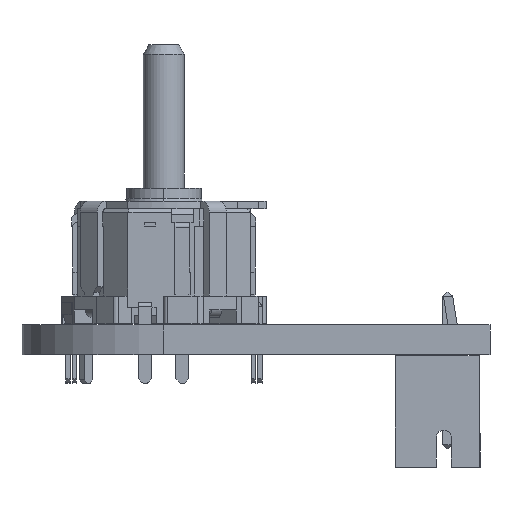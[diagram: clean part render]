
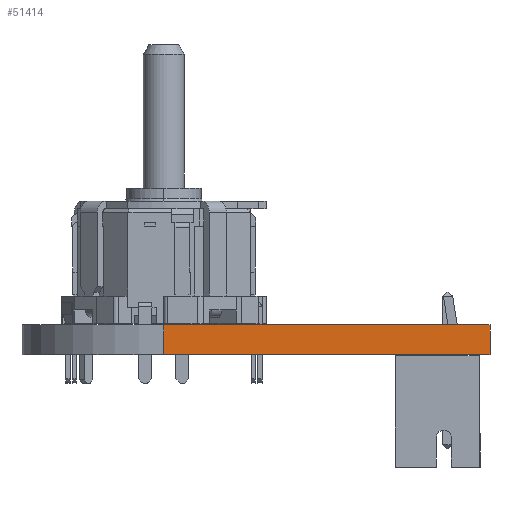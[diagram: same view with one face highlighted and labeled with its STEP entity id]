
A CAD part, front view. The second image highlights one B-rep face of the part: STEP entity #51414.
In plain terms, the highlighted planar face has unit normal (0, -1, 0).
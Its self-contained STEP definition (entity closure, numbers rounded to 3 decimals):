
#51414 = ADVANCED_FACE('',(#51415),#51429,.F.);
#51415 = FACE_BOUND('',#51416,.F.);
#51416 = EDGE_LOOP('',(#51417,#51452,#51480,#51508));
#51417 = ORIENTED_EDGE('',*,*,#51418,.T.);
#51418 = EDGE_CURVE('',#51419,#51421,#51423,.T.);
#51419 = VERTEX_POINT('',#51420);
#51420 = CARTESIAN_POINT('',(0.,-7.62,0.));
#51421 = VERTEX_POINT('',#51422);
#51422 = CARTESIAN_POINT('',(0.,-7.62,1.6));
#51423 = SURFACE_CURVE('',#51424,(#51428,#51440),.PCURVE_S1.);
#51424 = LINE('',#51425,#51426);
#51425 = CARTESIAN_POINT('',(0.,-7.62,0.));
#51426 = VECTOR('',#51427,1.);
#51427 = DIRECTION('',(0.,0.,1.));
#51428 = PCURVE('',#51429,#51434);
#51429 = PLANE('',#51430);
#51430 = AXIS2_PLACEMENT_3D('',#51431,#51432,#51433);
#51431 = CARTESIAN_POINT('',(0.,-7.62,0.));
#51432 = DIRECTION('',(0.,1.,0.));
#51433 = DIRECTION('',(1.,0.,0.));
#51434 = DEFINITIONAL_REPRESENTATION('',(#51435),#51439);
#51435 = LINE('',#51436,#51437);
#51436 = CARTESIAN_POINT('',(0.,0.));
#51437 = VECTOR('',#51438,1.);
#51438 = DIRECTION('',(0.,-1.));
#51439 = ( GEOMETRIC_REPRESENTATION_CONTEXT(2) 
PARAMETRIC_REPRESENTATION_CONTEXT() REPRESENTATION_CONTEXT('2D SPACE',''
  ) );
#51440 = PCURVE('',#51441,#51446);
#51441 = CYLINDRICAL_SURFACE('',#51442,7.62);
#51442 = AXIS2_PLACEMENT_3D('',#51443,#51444,#51445);
#51443 = CARTESIAN_POINT('',(0.,0.,0.));
#51444 = DIRECTION('',(0.,0.,-1.));
#51445 = DIRECTION('',(1.,0.,0.));
#51446 = DEFINITIONAL_REPRESENTATION('',(#51447),#51451);
#51447 = LINE('',#51448,#51449);
#51448 = CARTESIAN_POINT('',(-4.712,0.));
#51449 = VECTOR('',#51450,1.);
#51450 = DIRECTION('',(0.,-1.));
#51451 = ( GEOMETRIC_REPRESENTATION_CONTEXT(2) 
PARAMETRIC_REPRESENTATION_CONTEXT() REPRESENTATION_CONTEXT('2D SPACE',''
  ) );
#51452 = ORIENTED_EDGE('',*,*,#51453,.T.);
#51453 = EDGE_CURVE('',#51421,#51454,#51456,.T.);
#51454 = VERTEX_POINT('',#51455);
#51455 = CARTESIAN_POINT('',(17.526,-7.62,1.6));
#51456 = SURFACE_CURVE('',#51457,(#51461,#51468),.PCURVE_S1.);
#51457 = LINE('',#51458,#51459);
#51458 = CARTESIAN_POINT('',(0.,-7.62,1.6));
#51459 = VECTOR('',#51460,1.);
#51460 = DIRECTION('',(1.,0.,0.));
#51461 = PCURVE('',#51429,#51462);
#51462 = DEFINITIONAL_REPRESENTATION('',(#51463),#51467);
#51463 = LINE('',#51464,#51465);
#51464 = CARTESIAN_POINT('',(0.,-1.6));
#51465 = VECTOR('',#51466,1.);
#51466 = DIRECTION('',(1.,0.));
#51467 = ( GEOMETRIC_REPRESENTATION_CONTEXT(2) 
PARAMETRIC_REPRESENTATION_CONTEXT() REPRESENTATION_CONTEXT('2D SPACE',''
  ) );
#51468 = PCURVE('',#51469,#51474);
#51469 = PLANE('',#51470);
#51470 = AXIS2_PLACEMENT_3D('',#51471,#51472,#51473);
#51471 = CARTESIAN_POINT('',(6.475,0.,1.6));
#51472 = DIRECTION('',(0.,0.,1.));
#51473 = DIRECTION('',(1.,0.,0.));
#51474 = DEFINITIONAL_REPRESENTATION('',(#51475),#51479);
#51475 = LINE('',#51476,#51477);
#51476 = CARTESIAN_POINT('',(-6.475,-7.62));
#51477 = VECTOR('',#51478,1.);
#51478 = DIRECTION('',(1.,0.));
#51479 = ( GEOMETRIC_REPRESENTATION_CONTEXT(2) 
PARAMETRIC_REPRESENTATION_CONTEXT() REPRESENTATION_CONTEXT('2D SPACE',''
  ) );
#51480 = ORIENTED_EDGE('',*,*,#51481,.F.);
#51481 = EDGE_CURVE('',#51482,#51454,#51484,.T.);
#51482 = VERTEX_POINT('',#51483);
#51483 = CARTESIAN_POINT('',(17.526,-7.62,0.));
#51484 = SURFACE_CURVE('',#51485,(#51489,#51496),.PCURVE_S1.);
#51485 = LINE('',#51486,#51487);
#51486 = CARTESIAN_POINT('',(17.526,-7.62,0.));
#51487 = VECTOR('',#51488,1.);
#51488 = DIRECTION('',(0.,0.,1.));
#51489 = PCURVE('',#51429,#51490);
#51490 = DEFINITIONAL_REPRESENTATION('',(#51491),#51495);
#51491 = LINE('',#51492,#51493);
#51492 = CARTESIAN_POINT('',(17.526,0.));
#51493 = VECTOR('',#51494,1.);
#51494 = DIRECTION('',(0.,-1.));
#51495 = ( GEOMETRIC_REPRESENTATION_CONTEXT(2) 
PARAMETRIC_REPRESENTATION_CONTEXT() REPRESENTATION_CONTEXT('2D SPACE',''
  ) );
#51496 = PCURVE('',#51497,#51502);
#51497 = PLANE('',#51498);
#51498 = AXIS2_PLACEMENT_3D('',#51499,#51500,#51501);
#51499 = CARTESIAN_POINT('',(17.526,-7.62,0.));
#51500 = DIRECTION('',(-1.,0.,0.));
#51501 = DIRECTION('',(0.,1.,0.));
#51502 = DEFINITIONAL_REPRESENTATION('',(#51503),#51507);
#51503 = LINE('',#51504,#51505);
#51504 = CARTESIAN_POINT('',(0.,0.));
#51505 = VECTOR('',#51506,1.);
#51506 = DIRECTION('',(0.,-1.));
#51507 = ( GEOMETRIC_REPRESENTATION_CONTEXT(2) 
PARAMETRIC_REPRESENTATION_CONTEXT() REPRESENTATION_CONTEXT('2D SPACE',''
  ) );
#51508 = ORIENTED_EDGE('',*,*,#51509,.F.);
#51509 = EDGE_CURVE('',#51419,#51482,#51510,.T.);
#51510 = SURFACE_CURVE('',#51511,(#51515,#51522),.PCURVE_S1.);
#51511 = LINE('',#51512,#51513);
#51512 = CARTESIAN_POINT('',(0.,-7.62,0.));
#51513 = VECTOR('',#51514,1.);
#51514 = DIRECTION('',(1.,0.,0.));
#51515 = PCURVE('',#51429,#51516);
#51516 = DEFINITIONAL_REPRESENTATION('',(#51517),#51521);
#51517 = LINE('',#51518,#51519);
#51518 = CARTESIAN_POINT('',(0.,0.));
#51519 = VECTOR('',#51520,1.);
#51520 = DIRECTION('',(1.,0.));
#51521 = ( GEOMETRIC_REPRESENTATION_CONTEXT(2) 
PARAMETRIC_REPRESENTATION_CONTEXT() REPRESENTATION_CONTEXT('2D SPACE',''
  ) );
#51522 = PCURVE('',#51523,#51528);
#51523 = PLANE('',#51524);
#51524 = AXIS2_PLACEMENT_3D('',#51525,#51526,#51527);
#51525 = CARTESIAN_POINT('',(6.475,0.,0.)
  );
#51526 = DIRECTION('',(0.,0.,1.));
#51527 = DIRECTION('',(1.,0.,0.));
#51528 = DEFINITIONAL_REPRESENTATION('',(#51529),#51533);
#51529 = LINE('',#51530,#51531);
#51530 = CARTESIAN_POINT('',(-6.475,-7.62));
#51531 = VECTOR('',#51532,1.);
#51532 = DIRECTION('',(1.,0.));
#51533 = ( GEOMETRIC_REPRESENTATION_CONTEXT(2) 
PARAMETRIC_REPRESENTATION_CONTEXT() REPRESENTATION_CONTEXT('2D SPACE',''
  ) );
